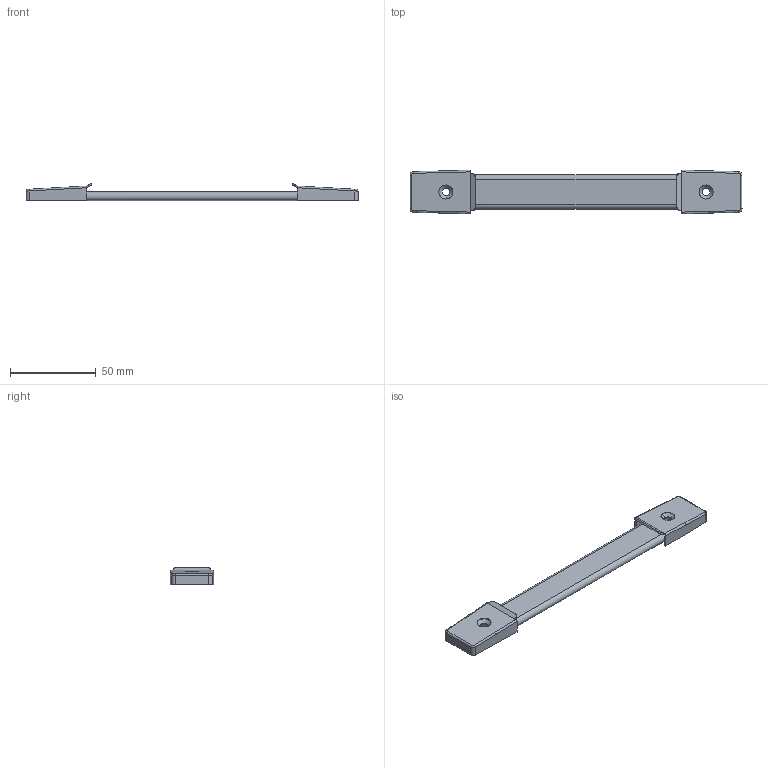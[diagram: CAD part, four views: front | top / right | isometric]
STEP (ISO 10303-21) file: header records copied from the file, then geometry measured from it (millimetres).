
FILE_DESCRIPTION((''),'2;1');
FILE_NAME('','2006-10-08T14:27:11',(''),(''),'','CADfix','');
FILE_SCHEMA(('AUTOMOTIVE_DESIGN'));
Length unit declared in the file: millimetre
Products named in the file (4): bracket; leaf spring; grip; THA_318_1_6741_36
Assembly tree (4 placements, depth 2):
  THA_318_1_6741_36
    bracket  x2
    leaf spring
    grip
Bounding box: 194 x 25.5 x 10 mm (x, y, z)
Volume: 18468.2 mm3; surface area: 26433.5 mm2
Topology: 4 solids, 4 shells, 120 faces, 338 edges, 226 vertices
Faces by surface type: bspline 120
Entity records: 2740 total; most frequent: CARTESIAN_POINT 1357, ORIENTED_EDGE 446, EDGE_CURVE 223, VERTEX_POINT 149, QUASI_UNIFORM_CURVE 135, EDGE_LOOP 96, FACE_OUTER_BOUND 80, ADVANCED_FACE 80
